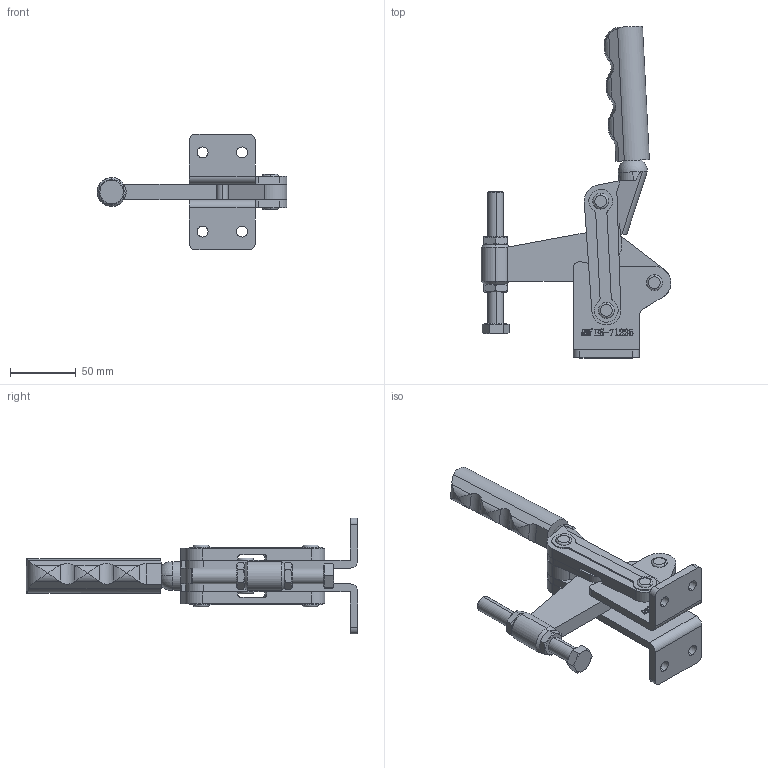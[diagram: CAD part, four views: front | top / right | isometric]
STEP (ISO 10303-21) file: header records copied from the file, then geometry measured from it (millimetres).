
FILE_DESCRIPTION (( 'STEP AP203' ), '1' );
FILE_NAME ('HS-71225 装配体.STEP', '2018-12-07T08:20:37', ( 'PCOS' ), ( '微软中国' ), 'SwSTEP 2.0', 'SolidWorks 2012', '' );
FILE_SCHEMA (( 'CONFIG_CONTROL_DESIGN' ));
Length unit declared in the file: millimetre
Products named in the file (10): HS-71225 蚾饜极; hexagon head bolts-full thread gb_GB_FASTENER_BOLT_STBAB A M12X100-N; hex thin nuts-grades ab-chamfered gb_GB_FASTENER_NUT_STNAB M12-N; 种2; 种1; 忒梟; 忒旋; 忒參; 蟀裝; 菁釱
Assembly tree (13 placements, depth 2):
  HS-71225 蚾饜极
    菁釱
    蟀裝  x2
    忒參
    忒旋
    忒梟
    种1  x2
    种2  x2
    hex thin nuts-grades ab-chamfered gb_GB_FASTENER_NUT_STNAB M12-N  x2
    hexagon head bolts-full thread gb_GB_FASTENER_BOLT_STBAB A M12X100-N
Bounding box: 144 x 251.86 x 88 mm (x, y, z)
Volume: 278193.7 mm3; surface area: 92007.1 mm2
Topology: 14 solids, 14 shells, 654 faces, 1733 edges, 1142 vertices
Faces by surface type: plane 303, cylinder 166, bspline 137, cone 30, torus 16, sphere 2
Entity records: 25903 total; most frequent: CARTESIAN_POINT 10256, ORIENTED_EDGE 3256, DIRECTION 2583, EDGE_CURVE 1628, VERTEX_POINT 1076, LINE 949, VECTOR 949, AXIS2_PLACEMENT_3D 817
